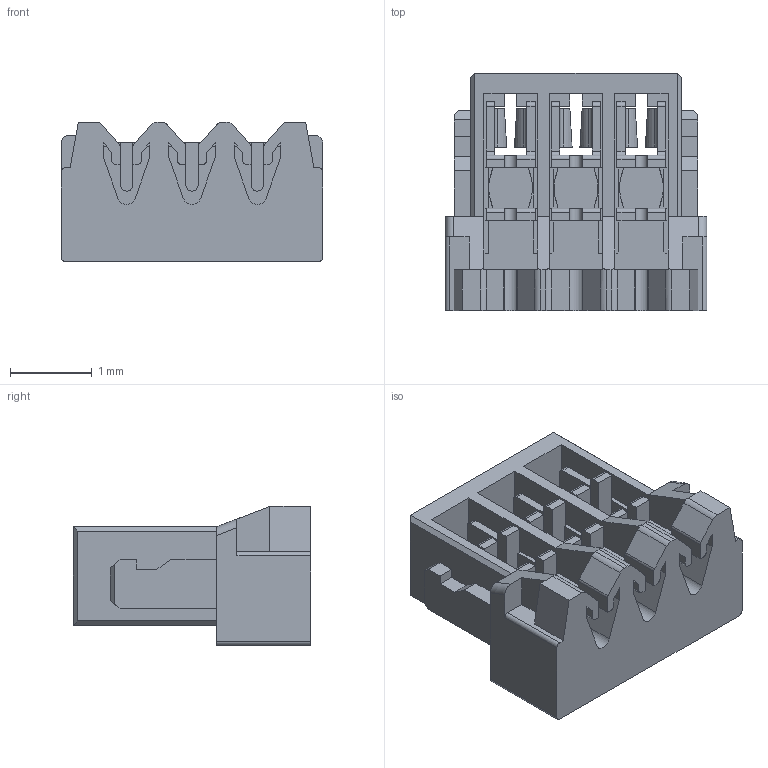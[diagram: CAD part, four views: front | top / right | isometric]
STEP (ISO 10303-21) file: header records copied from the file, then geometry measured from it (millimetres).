
FILE_DESCRIPTION(/* description */ ('Unknown'),/* implementation_level */ '2;1');
FILE_NAME(/* name */ '689003114322',/* time_stamp */ '2023-07-07T13:54:10+02:00',/* author */ ('Unknown'),/* organization */ ('Unknown'),/* preprocessor_version */ 'ST-DEVELOPER v18.102',/* originating_system */ 'Solid Edge',/* authorisation */ 'Unknown');
FILE_SCHEMA (('AUTOMOTIVE_DESIGN {1 0 10303 214 3 1 1}'));
Length unit declared in the file: millimetre
Products named in the file (3): 6890xx114322; 689003114322; 6890xx114322_Pin
Assembly tree (4 placements, depth 2):
  6890xx114322
    689003114322
    6890xx114322_Pin  x3
Bounding box: 3.2 x 2.9 x 1.7 mm (x, y, z)
Volume: 7.6 mm3; surface area: 71.8 mm2
Topology: 4 solids, 4 shells, 485 faces, 1423 edges, 940 vertices
Faces by surface type: plane 323, cylinder 138, torus 12, bspline 12
Entity records: 10753 total; most frequent: CARTESIAN_POINT 2029, ORIENTED_EDGE 1898, DIRECTION 1703, EDGE_CURVE 949, LINE 779, VECTOR 779, VERTEX_POINT 628, AXIS2_PLACEMENT_3D 462
